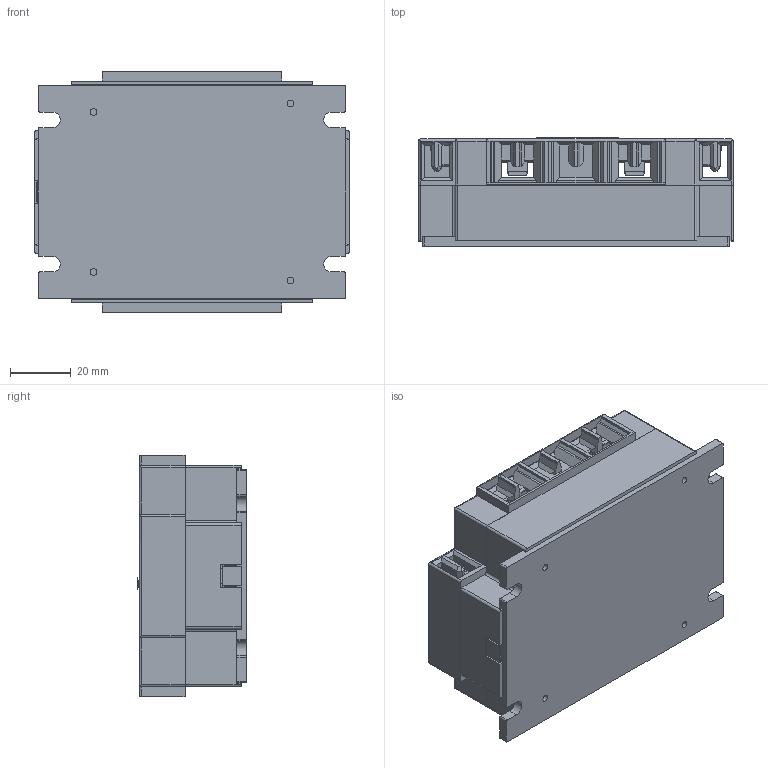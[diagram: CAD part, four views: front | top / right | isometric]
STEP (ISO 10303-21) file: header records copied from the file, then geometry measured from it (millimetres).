
FILE_DESCRIPTION (( 'STEP AP214' ), '1' );
FILE_NAME ('101603.STEP', '2016-12-08T00:41:14', ( '' ), ( '' ), 'SwSTEP 2.0', 'SolidWorks 2015', '' );
FILE_SCHEMA (( 'AUTOMOTIVE_DESIGN' ));
Length unit declared in the file: inch
Products named in the file (1): 101603
Bounding box: 103.94 x 35.98 x 79.78 mm (x, y, z)
Surface area: 46255.6 mm2 (no closed solid volume)
Topology: 0 solids, 32 shells, 526 faces, 1916 edges, 1406 vertices
Faces by surface type: plane 428, cylinder 77, bspline 16, cone 5
Full cylindrical faces by diameter (mm): 2.186 x4, 4.93 x3, 6.861 x4, 8.386 x4
Entity records: 27685 total; most frequent: CARTESIAN_POINT 5169, ORIENTED_EDGE 3041, DIRECTION 2915, EDGE_CURVE 1894, LINE 1581, VECTOR 1581, VERTEX_POINT 1404, AXIS2_PLACEMENT_3D 667
